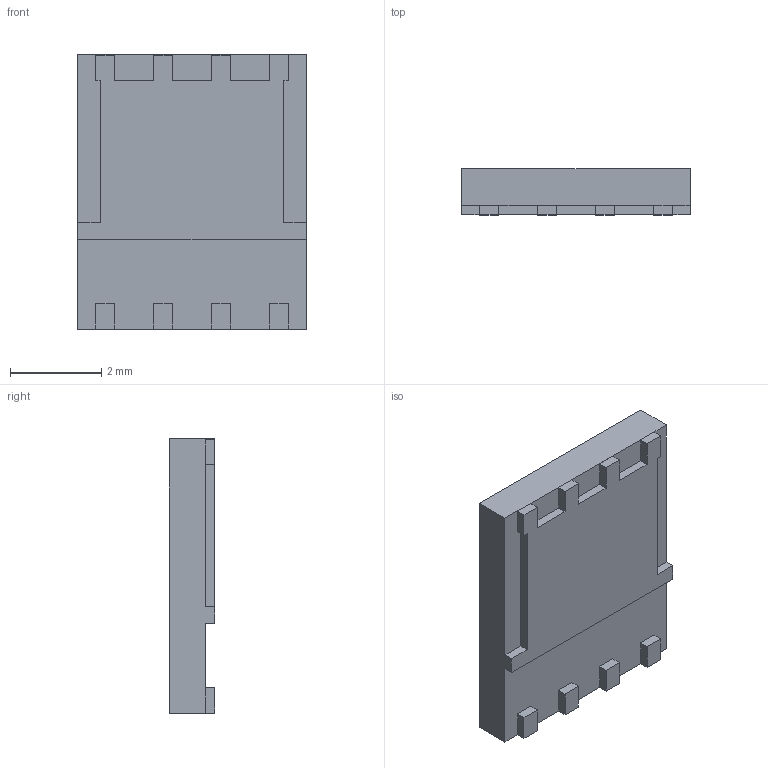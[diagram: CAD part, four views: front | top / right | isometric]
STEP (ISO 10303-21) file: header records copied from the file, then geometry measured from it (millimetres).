
FILE_DESCRIPTION (( 'STEP AP214' ), '1' );
FILE_NAME ('User Library-VSON-8.STEP', '2020-08-19T17:30:29', ( '' ), ( '' ), 'SwSTEP 2.0', 'SolidWorks 2020', '' );
FILE_SCHEMA (( 'AUTOMOTIVE_DESIGN' ));
Length unit declared in the file: millimetre
Products named in the file (1): User Library-VSON-8
Bounding box: 5 x 1 x 6 mm (x, y, z)
Volume: 26.9 mm3; surface area: 89.3 mm2
Topology: 1 solids, 1 shells, 136 faces, 370 edges, 246 vertices
Faces by surface type: plane 85, bspline 49, cylinder 2
Entity records: 4651 total; most frequent: CARTESIAN_POINT 1390, ORIENTED_EDGE 740, DIRECTION 452, EDGE_CURVE 370, VECTOR 268, LINE 268, VERTEX_POINT 246, EDGE_LOOP 146
